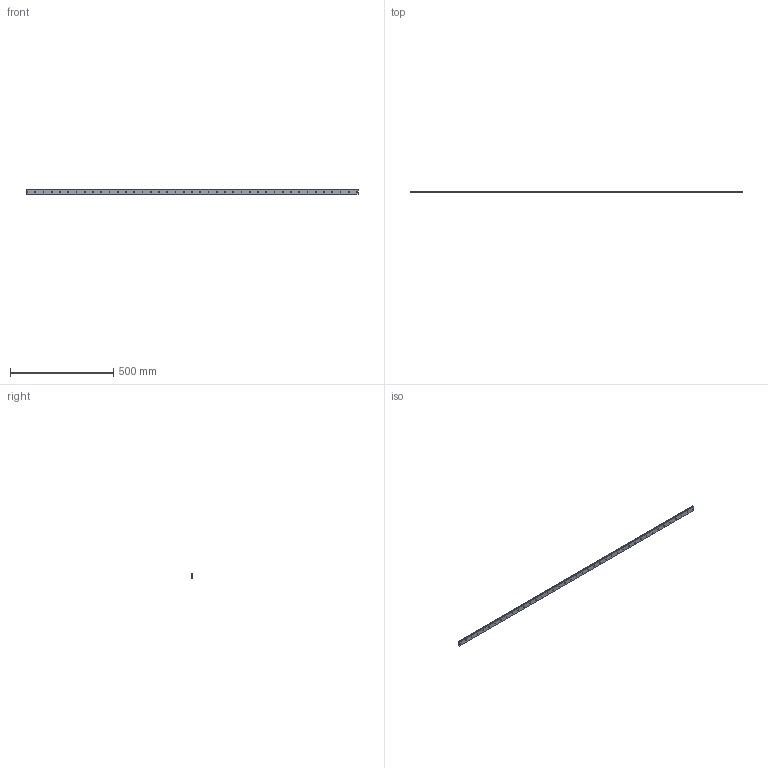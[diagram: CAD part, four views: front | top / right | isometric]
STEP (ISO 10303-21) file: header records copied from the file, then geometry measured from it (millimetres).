
FILE_DESCRIPTION (( 'STEP AP214' ), '1' );
FILE_NAME ('SRS12WSSS-1610LTM_G5_0_0_0_0_0_1.STEP', '2021-08-09T13:41:08', ( '' ), ( '' ), 'SwSTEP 2.0', 'SolidWorks 2021', '' );
FILE_SCHEMA (( 'AUTOMOTIVE_DESIGN' ));
Length unit declared in the file: millimetre
Products named in the file (2): _SRS12WS16105 Track; SRS12WSSS-1610LTM_G5_0_0_0_0_0_1
Assembly tree (1 placements, depth 2):
  SRS12WSSS-1610LTM_G5_0_0_0_0_0_1
    _SRS12WS16105 Track
Bounding box: 1610 x 8.5 x 24 mm (x, y, z)
Volume: 312378.4 mm3; surface area: 110837.2 mm2
Topology: 1 solids, 1 shells, 245 faces, 604 edges, 402 vertices
Faces by surface type: cylinder 175, plane 70
Entity records: 7654 total; most frequent: DIRECTION 1428, CARTESIAN_POINT 1303, ORIENTED_EDGE 1208, EDGE_CURVE 604, AXIS2_PLACEMENT_3D 591, VERTEX_POINT 402, EDGE_LOOP 368, CIRCLE 342
